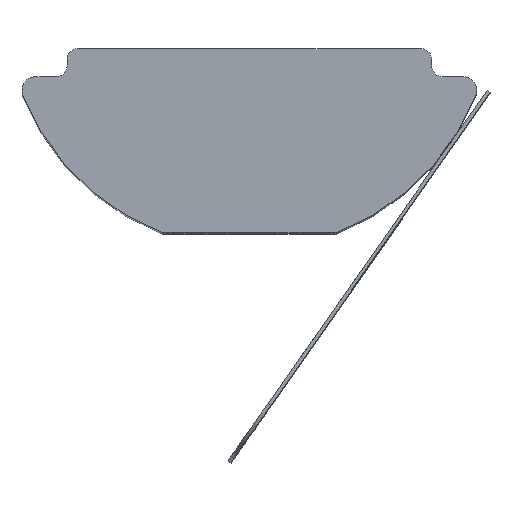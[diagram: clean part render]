
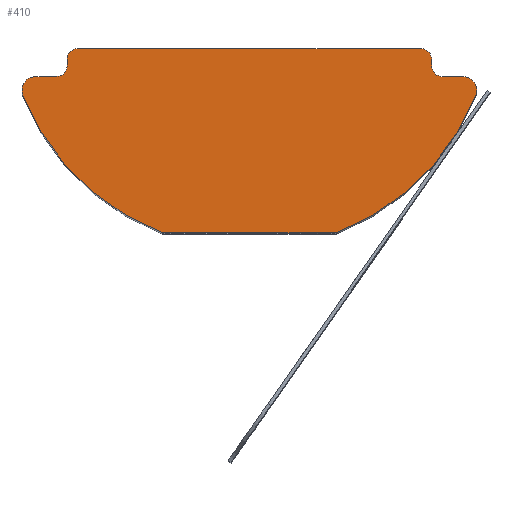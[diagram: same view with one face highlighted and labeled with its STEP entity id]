
A CAD part, top view. The second image highlights one B-rep face of the part: STEP entity #410.
In plain terms, the highlighted planar face has unit normal (0, 0, 1).
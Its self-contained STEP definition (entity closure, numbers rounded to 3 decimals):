
#24 = VECTOR ( 'NONE', #936, 1000. ) ;
#36 = CARTESIAN_POINT ( 'NONE',  ( -6.55, -1.2, 11. ) ) ;
#46 = VERTEX_POINT ( 'NONE', #265 ) ;
#59 = CARTESIAN_POINT ( 'NONE',  ( -0.02, 1.246, 11. ) ) ;
#65 = VERTEX_POINT ( 'NONE', #919 ) ;
#67 = VERTEX_POINT ( 'NONE', #271 ) ;
#100 = CARTESIAN_POINT ( 'NONE',  ( -6.15, -0.8, 11. ) ) ;
#109 = VERTEX_POINT ( 'NONE', #1101 ) ;
#127 = CARTESIAN_POINT ( 'NONE',  ( 5.55, -0.5, 11. ) ) ;
#143 = VERTEX_POINT ( 'NONE', #917 ) ;
#151 = CARTESIAN_POINT ( 'NONE',  ( 5.55, -0.8, 11. ) ) ;
#152 = DIRECTION ( 'NONE',  ( 0., 1., 0. ) ) ;
#157 = DIRECTION ( 'NONE',  ( 1., 0., 0. ) ) ;
#187 = EDGE_CURVE ( 'NONE', #109, #143, #484, .T. ) ;
#190 = ORIENTED_EDGE ( 'NONE', *, *, #645, .T. ) ;
#201 = EDGE_CURVE ( 'NONE', #441, #926, #457, .T. ) ;
#219 = VERTEX_POINT ( 'NONE', #1127 ) ;
#223 = CARTESIAN_POINT ( 'NONE',  ( 0.02, 1.246, 11. ) ) ;
#225 = EDGE_CURVE ( 'NONE', #219, #109, #1133, .T. ) ;
#227 = FACE_OUTER_BOUND ( 'NONE', #1027, .T. ) ;
#242 = AXIS2_PLACEMENT_3D ( 'NONE', #1119, #567, #1208 ) ;
#245 = ORIENTED_EDGE ( 'NONE', *, *, #655, .T. ) ;
#256 = CIRCLE ( 'NONE', #656, 7. ) ;
#259 = ORIENTED_EDGE ( 'NONE', *, *, #1180, .T. ) ;
#260 = ORIENTED_EDGE ( 'NONE', *, *, #523, .T. ) ;
#265 = CARTESIAN_POINT ( 'NONE',  ( 5.25, -0.5, 11. ) ) ;
#271 = CARTESIAN_POINT ( 'NONE',  ( 6.522, -1.348, 11. ) ) ;
#272 = EDGE_CURVE ( 'NONE', #975, #65, #338, .T. ) ;
#283 = VECTOR ( 'NONE', #152, 1000. ) ;
#292 = EDGE_CURVE ( 'NONE', #1183, #514, #798, .T. ) ;
#295 = CARTESIAN_POINT ( 'NONE',  ( 5.25, 0., 11. ) ) ;
#304 = DIRECTION ( 'NONE',  ( 1., 0., 0. ) ) ;
#314 = EDGE_CURVE ( 'NONE', #65, #67, #922, .T. ) ;
#316 = CIRCLE ( 'NONE', #365, 0.4 ) ;
#321 = DIRECTION ( 'NONE',  ( -1., 0., 0. ) ) ;
#323 = ORIENTED_EDGE ( 'NONE', *, *, #314, .T. ) ;
#333 = CIRCLE ( 'NONE', #953, 0.3 ) ;
#338 = LINE ( 'NONE', #861, #1108 ) ;
#350 = DIRECTION ( 'NONE',  ( 0., 0., 1. ) ) ;
#365 = AXIS2_PLACEMENT_3D ( 'NONE', #1025, #476, #1121 ) ;
#372 = ORIENTED_EDGE ( 'NONE', *, *, #1141, .T. ) ;
#391 = EDGE_CURVE ( 'NONE', #46, #654, #1206, .T. ) ;
#410 = ADVANCED_FACE ( 'NONE', ( #227 ), #1080, .T. ) ;
#413 = CARTESIAN_POINT ( 'NONE',  ( -6.15, -1.2, 11. ) ) ;
#432 = CARTESIAN_POINT ( 'NONE',  ( -6.522, -1.348, 11. ) ) ;
#437 = DIRECTION ( 'NONE',  ( 0., 0., -1. ) ) ;
#441 = VERTEX_POINT ( 'NONE', #539 ) ;
#444 = DIRECTION ( 'NONE',  ( 0., 0., 1. ) ) ;
#457 = LINE ( 'NONE', #473, #1157 ) ;
#473 = CARTESIAN_POINT ( 'NONE',  ( 5.25, -0.8, 11. ) ) ;
#476 = DIRECTION ( 'NONE',  ( 0., 0., 1. ) ) ;
#479 = CIRCLE ( 'NONE', #712, 0.4 ) ;
#483 = ORIENTED_EDGE ( 'NONE', *, *, #499, .T. ) ;
#484 = CIRCLE ( 'NONE', #242, 0.3 ) ;
#499 = EDGE_CURVE ( 'NONE', #827, #858, #316, .T. ) ;
#501 = DIRECTION ( 'NONE',  ( 1., 0., 0. ) ) ;
#514 = VERTEX_POINT ( 'NONE', #100 ) ;
#516 = ORIENTED_EDGE ( 'NONE', *, *, #272, .T. ) ;
#523 = EDGE_CURVE ( 'NONE', #143, #704, #837, .T. ) ;
#535 = DIRECTION ( 'NONE',  ( 0., 0., 1. ) ) ;
#539 = CARTESIAN_POINT ( 'NONE',  ( 6.15, -0.8, 11. ) ) ;
#556 = VECTOR ( 'NONE', #683, 1000. ) ;
#567 = DIRECTION ( 'NONE',  ( 0., 0., 1. ) ) ;
#568 = ORIENTED_EDGE ( 'NONE', *, *, #292, .T. ) ;
#576 = CIRCLE ( 'NONE', #1017, 0.3 ) ;
#579 = ORIENTED_EDGE ( 'NONE', *, *, #187, .T. ) ;
#636 = CIRCLE ( 'NONE', #1164, 0.3 ) ;
#645 = EDGE_CURVE ( 'NONE', #514, #827, #847, .T. ) ;
#654 = VERTEX_POINT ( 'NONE', #866 ) ;
#655 = EDGE_CURVE ( 'NONE', #926, #46, #636, .T. ) ;
#656 = AXIS2_PLACEMENT_3D ( 'NONE', #59, #720, #157 ) ;
#683 = DIRECTION ( 'NONE',  ( -1., 0., 0. ) ) ;
#704 = VERTEX_POINT ( 'NONE', #865 ) ;
#712 = AXIS2_PLACEMENT_3D ( 'NONE', #994, #444, #1087 ) ;
#713 = CARTESIAN_POINT ( 'NONE',  ( 5.25, 0., 11. ) ) ;
#719 = AXIS2_PLACEMENT_3D ( 'NONE', #223, #872, #321 ) ;
#720 = DIRECTION ( 'NONE',  ( 0., 0., 1. ) ) ;
#751 = CARTESIAN_POINT ( 'NONE',  ( -5.25, 0., 11. ) ) ;
#752 = AXIS2_PLACEMENT_3D ( 'NONE', #1170, #350, #990 ) ;
#766 = ORIENTED_EDGE ( 'NONE', *, *, #391, .T. ) ;
#778 = DIRECTION ( 'NONE',  ( 0., 0., -1. ) ) ;
#792 = DIRECTION ( 'NONE',  ( 1., 0., 0. ) ) ;
#796 = ORIENTED_EDGE ( 'NONE', *, *, #978, .T. ) ;
#798 = LINE ( 'NONE', #1047, #556 ) ;
#827 = VERTEX_POINT ( 'NONE', #36 ) ;
#837 = LINE ( 'NONE', #751, #24 ) ;
#847 = CIRCLE ( 'NONE', #1038, 0.4 ) ;
#858 = VERTEX_POINT ( 'NONE', #432 ) ;
#861 = CARTESIAN_POINT ( 'NONE',  ( -2.5, -5.3, 11. ) ) ;
#865 = CARTESIAN_POINT ( 'NONE',  ( -5.25, -0.5, 11. ) ) ;
#866 = CARTESIAN_POINT ( 'NONE',  ( 5.25, -0.3, 11. ) ) ;
#872 = DIRECTION ( 'NONE',  ( 0., 0., 1. ) ) ;
#884 = VECTOR ( 'NONE', #945, 1000. ) ;
#888 = ORIENTED_EDGE ( 'NONE', *, *, #201, .T. ) ;
#917 = CARTESIAN_POINT ( 'NONE',  ( -5.25, -0.3, 11. ) ) ;
#919 = CARTESIAN_POINT ( 'NONE',  ( 2.5, -5.3, 11. ) ) ;
#922 = CIRCLE ( 'NONE', #719, 7. ) ;
#926 = VERTEX_POINT ( 'NONE', #151 ) ;
#933 = DIRECTION ( 'NONE',  ( -1., 0., 0. ) ) ;
#936 = DIRECTION ( 'NONE',  ( 0., -1., 0. ) ) ;
#940 = ORIENTED_EDGE ( 'NONE', *, *, #225, .T. ) ;
#941 = ORIENTED_EDGE ( 'NONE', *, *, #967, .T. ) ;
#945 = DIRECTION ( 'NONE',  ( -1., 0., 0. ) ) ;
#953 = AXIS2_PLACEMENT_3D ( 'NONE', #986, #437, #1081 ) ;
#967 = EDGE_CURVE ( 'NONE', #858, #975, #256, .T. ) ;
#975 = VERTEX_POINT ( 'NONE', #1082 ) ;
#978 = EDGE_CURVE ( 'NONE', #67, #441, #479, .T. ) ;
#986 = CARTESIAN_POINT ( 'NONE',  ( -5.55, -0.5, 11. ) ) ;
#990 = DIRECTION ( 'NONE',  ( 1., 0., 0. ) ) ;
#991 = CARTESIAN_POINT ( 'NONE',  ( -5.55, -0.8, 11. ) ) ;
#994 = CARTESIAN_POINT ( 'NONE',  ( 6.15, -1.2, 11. ) ) ;
#1017 = AXIS2_PLACEMENT_3D ( 'NONE', #1084, #535, #1172 ) ;
#1025 = CARTESIAN_POINT ( 'NONE',  ( -6.15, -1.2, 11. ) ) ;
#1027 = EDGE_LOOP ( 'NONE', ( #766, #259, #940, #579, #260, #372, #568, #190, #483, #941, #516, #323, #796, #888, #245 ) ) ;
#1038 = AXIS2_PLACEMENT_3D ( 'NONE', #413, #1054, #501 ) ;
#1047 = CARTESIAN_POINT ( 'NONE',  ( -5.25, -0.8, 11. ) ) ;
#1054 = DIRECTION ( 'NONE',  ( 0., 0., 1. ) ) ;
#1080 = PLANE ( 'NONE',  #752 ) ;
#1081 = DIRECTION ( 'NONE',  ( 1., 0., 0. ) ) ;
#1082 = CARTESIAN_POINT ( 'NONE',  ( -2.5, -5.3, 11. ) ) ;
#1084 = CARTESIAN_POINT ( 'NONE',  ( 4.95, -0.3, 11. ) ) ;
#1087 = DIRECTION ( 'NONE',  ( -1., 0., 0. ) ) ;
#1101 = CARTESIAN_POINT ( 'NONE',  ( -4.95, 0., 11. ) ) ;
#1108 = VECTOR ( 'NONE', #304, 1000. ) ;
#1119 = CARTESIAN_POINT ( 'NONE',  ( -4.95, -0.3, 11. ) ) ;
#1121 = DIRECTION ( 'NONE',  ( 1., 0., 0. ) ) ;
#1127 = CARTESIAN_POINT ( 'NONE',  ( 4.95, 0., 11. ) ) ;
#1133 = LINE ( 'NONE', #295, #884 ) ;
#1141 = EDGE_CURVE ( 'NONE', #704, #1183, #333, .T. ) ;
#1157 = VECTOR ( 'NONE', #933, 1000. ) ;
#1164 = AXIS2_PLACEMENT_3D ( 'NONE', #127, #778, #792 ) ;
#1170 = CARTESIAN_POINT ( 'NONE',  ( -6.15, -1.2, 11. ) ) ;
#1172 = DIRECTION ( 'NONE',  ( 1., 0., 0. ) ) ;
#1180 = EDGE_CURVE ( 'NONE', #654, #219, #576, .T. ) ;
#1183 = VERTEX_POINT ( 'NONE', #991 ) ;
#1206 = LINE ( 'NONE', #713, #283 ) ;
#1208 = DIRECTION ( 'NONE',  ( 1., 0., 0. ) ) ;
